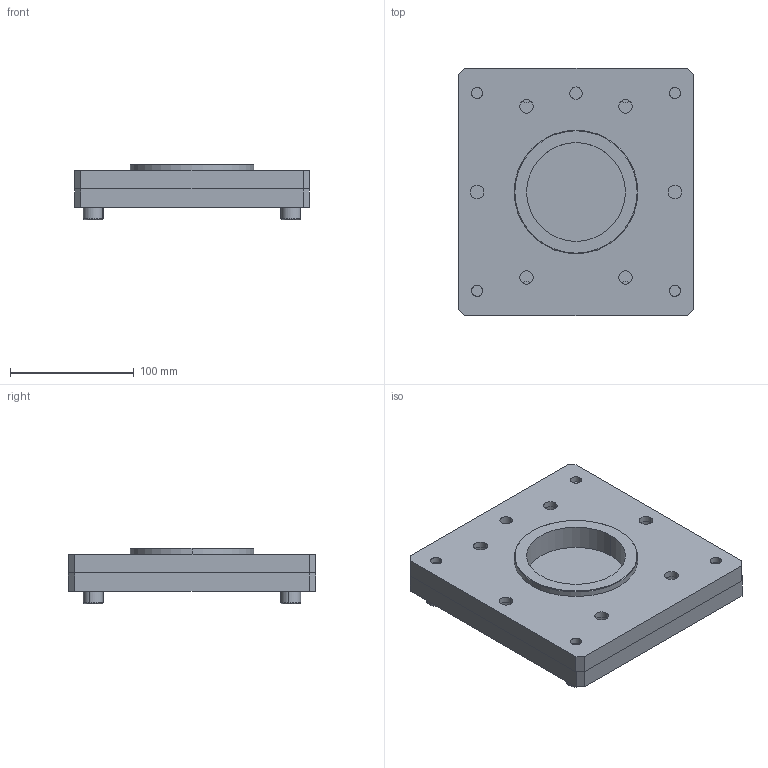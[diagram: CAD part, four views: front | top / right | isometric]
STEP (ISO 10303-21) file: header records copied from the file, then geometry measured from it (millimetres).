
FILE_DESCRIPTION (( 'STEP AP214' ), '1' );
FILE_NAME ('Ensamblaje.STEP', '2024-11-28T13:22:47', ( '' ), ( '' ), 'SwSTEP 2.0', 'SolidWorks 2018', '' );
FILE_SCHEMA (( 'AUTOMOTIVE_DESIGN' ));
Length unit declared in the file: millimetre
Products named in the file (4): Ensamblaje; PARTPlaca; Tornillo M10; PARTplaca brida
Assembly tree (6 placements, depth 2):
  Ensamblaje
    PARTplaca brida
    PARTPlaca
    Tornillo M10  x4
Bounding box: 190 x 200 x 45 mm (x, y, z)
Volume: 1056674.7 mm3; surface area: 186301 mm2
Topology: 6 solids, 6 shells, 175 faces, 406 edges, 262 vertices
Faces by surface type: cylinder 78, plane 71, torus 16, cone 10
Entity records: 3780 total; most frequent: DIRECTION 672, CARTESIAN_POINT 588, ORIENTED_EDGE 560, EDGE_CURVE 280, AXIS2_PLACEMENT_3D 268, VERTEX_POINT 184, EDGE_LOOP 168, CIRCLE 144
